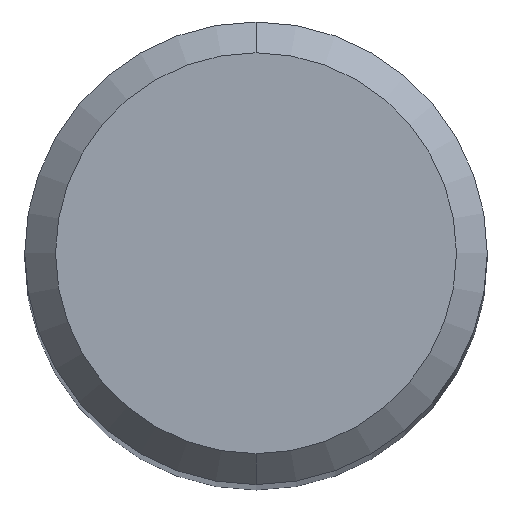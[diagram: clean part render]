
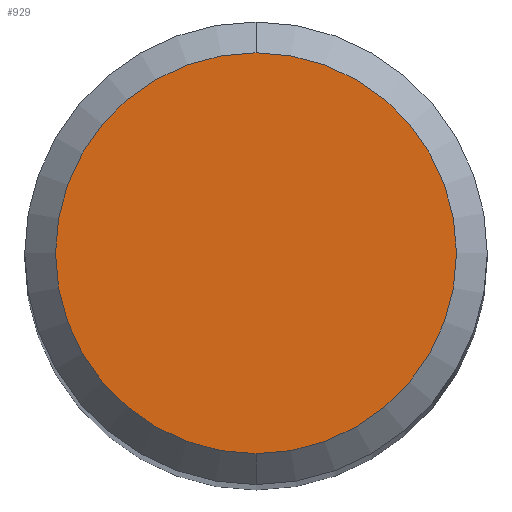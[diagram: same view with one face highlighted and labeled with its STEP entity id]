
A CAD part, top view. The second image highlights one B-rep face of the part: STEP entity #929.
In plain terms, the highlighted planar face has unit normal (0, 0, 1).
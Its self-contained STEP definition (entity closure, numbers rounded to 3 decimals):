
#815=VERTEX_POINT('',#1875);
#929=ADVANCED_FACE('',(#1997),#1998,.T.);
#993=EDGE_CURVE('',#1297,#815,#2071,.T.);
#1297=VERTEX_POINT('',#2402);
#1525=EDGE_CURVE('',#815,#1297,#2652,.T.);
#1875=CARTESIAN_POINT('',(0.0,2.6,0.0));
#1997=FACE_OUTER_BOUND('',#4840,.T.);
#1998=PLANE('',#4841);
#2071=CIRCLE('',#5465,2.6);
#2402=CARTESIAN_POINT('',(0.,-2.6,0.0));
#2652=CIRCLE('',#8548,2.6);
#4840=EDGE_LOOP('',(#9171,#9172));
#4841=AXIS2_PLACEMENT_3D('',#9173,#9174,#9175);
#5465=AXIS2_PLACEMENT_3D('',#9265,#9266,#9267);
#8548=AXIS2_PLACEMENT_3D('',#9831,#9832,#9833);
#9171=ORIENTED_EDGE('',*,*,#1525,.F.);
#9172=ORIENTED_EDGE('',*,*,#993,.F.);
#9173=CARTESIAN_POINT('',(0.0,1.3,0.0));
#9174=DIRECTION('',(-0.0,0.0,1.0));
#9175=DIRECTION('',(0.0,-1.0,0.0));
#9265=CARTESIAN_POINT('',(0.0,0.0,0.0));
#9266=DIRECTION('',(0.0,0.0,-1.0));
#9267=DIRECTION('',(0.0,1.0,0.0));
#9831=CARTESIAN_POINT('',(0.0,0.0,0.0));
#9832=DIRECTION('',(0.0,0.0,-1.0));
#9833=DIRECTION('',(0.0,1.0,0.0));
